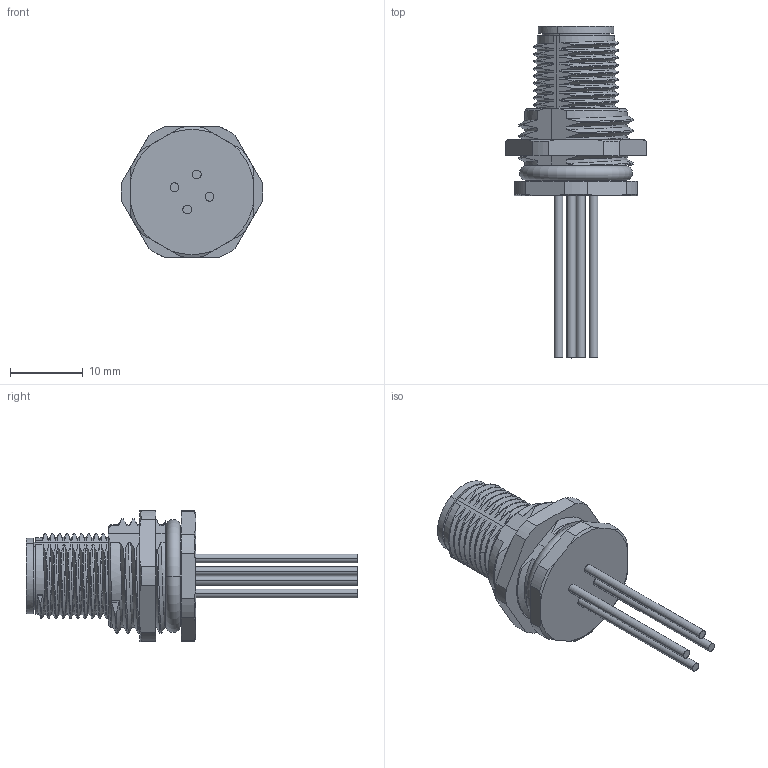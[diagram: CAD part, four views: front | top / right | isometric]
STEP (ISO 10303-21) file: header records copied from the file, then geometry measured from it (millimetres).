
FILE_DESCRIPTION((''),'2;1');
FILE_NAME('3D_1630043014015_M12-_SW0001','2023-12-06T',('js.wu'),(''),'PRO/ENGINEER BY PARAMETRIC TECHNOLOGY CORPORATION, 2012480','PRO/ENGINEER BY PARAMETRIC TECHNOLOGY CORPORATION, 2012480','');
FILE_SCHEMA(('CONFIG_CONTROL_DESIGN'));
Length unit declared in the file: millimetre
Products named in the file (1): 3D_1630043014015_M12-_SW0001
Bounding box: 19.5 x 45.6 x 18 mm (x, y, z)
Volume: 3086.1 mm3; surface area: 2768.8 mm2
Topology: 1 solids, 1 shells, 365 faces, 1077 edges, 731 vertices
Faces by surface type: plane 98, cylinder 82, extrusion 63, bspline 62, cone 38, torus 14, sphere 8
Entity records: 17644 total; most frequent: CARTESIAN_POINT 8809, ORIENTED_EDGE 2138, DIRECTION 1322, EDGE_CURVE 1069, VERTEX_POINT 731, B_SPLINE_CURVE_WITH_KNOTS 548, VECTOR 452, AXIS2_PLACEMENT_3D 435
